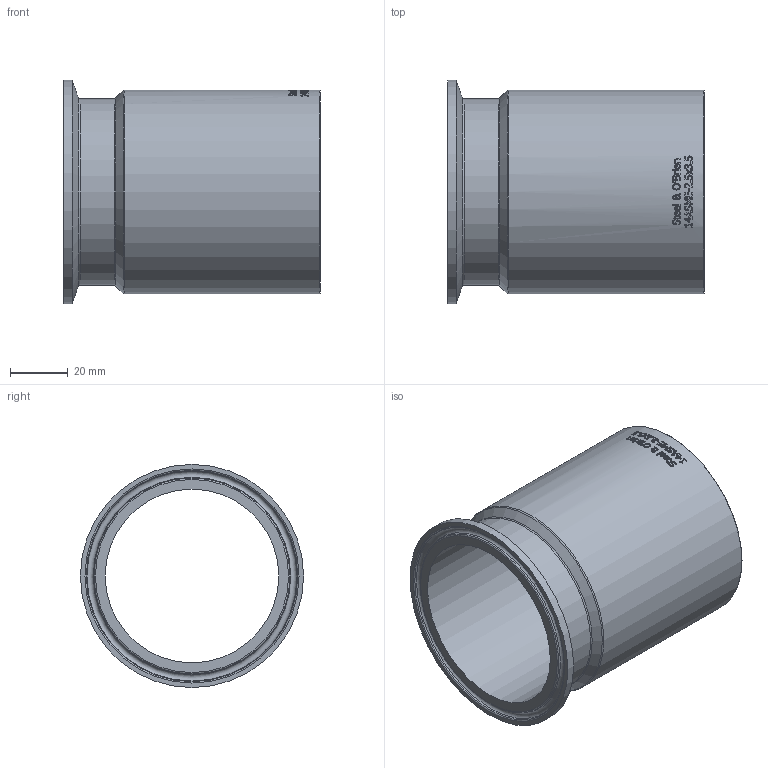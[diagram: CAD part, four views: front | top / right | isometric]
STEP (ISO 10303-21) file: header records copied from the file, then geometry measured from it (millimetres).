
FILE_DESCRIPTION(/* description */ (''),/* implementation_level */ '2;1');
FILE_NAME(/* name */ '14ASME-2.5X3.5.stp',/* time_stamp */ '2021-09-22T08:33:38-04:00',/* author */ ('rick'),/* organization */ (''),/* preprocessor_version */ 'ST-DEVELOPER v18',/* originating_system */ 'Autodesk Inventor 2020',/* authorisation */ '');
FILE_SCHEMA (('AUTOMOTIVE_DESIGN { 1 0 10303 214 3 1 1 }'));
Length unit declared in the file: inch
Products named in the file (1): 14ASME-2.5X3.5
Bounding box: 88.9 x 77.39 x 77.39 mm (x, y, z)
Volume: 87934.5 mm3; surface area: 40834.2 mm2
Topology: 1 solids, 1 shells, 445 faces, 1230 edges, 826 vertices
Faces by surface type: plane 199, bspline 192, cylinder 42, torus 8, cone 4
Full cylindrical faces by diameter (mm): 60.198 x1, 64.77 x1, 70.612 x1, 77.394 x1
Entity records: 18550 total; most frequent: CARTESIAN_POINT 8112, ORIENTED_EDGE 2460, DIRECTION 1646, EDGE_CURVE 1230, VERTEX_POINT 826, LINE 554, VECTOR 554, AXIS2_PLACEMENT_3D 546
